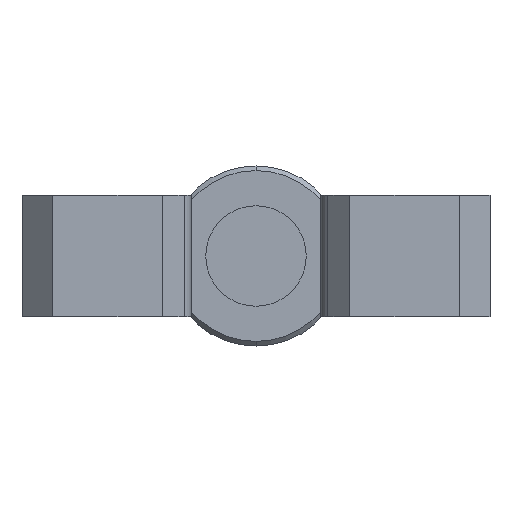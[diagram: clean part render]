
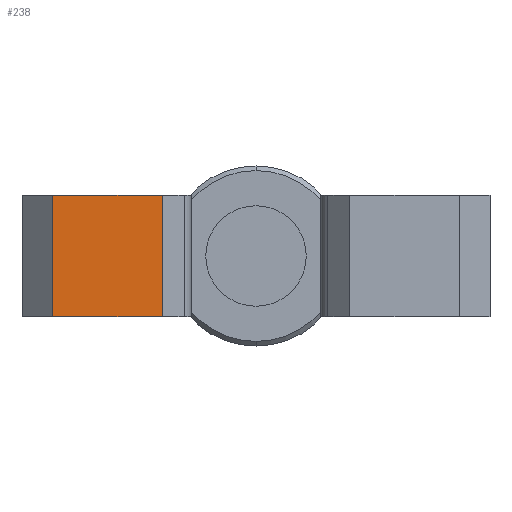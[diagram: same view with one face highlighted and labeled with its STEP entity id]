
A CAD part, front view. The second image highlights one B-rep face of the part: STEP entity #238.
In plain terms, the highlighted planar face has unit normal (0, -1, 0).
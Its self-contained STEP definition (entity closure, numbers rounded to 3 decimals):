
#9 = ORIENTED_EDGE ( 'NONE', *, *, #1340, .T. ) ;
#18 = CARTESIAN_POINT ( 'NONE',  ( 2.6, -5.5, 0. ) ) ;
#32 = AXIS2_PLACEMENT_3D ( 'NONE', #525, #1514, #102 ) ;
#94 = VERTEX_POINT ( 'NONE', #241 ) ;
#98 = ORIENTED_EDGE ( 'NONE', *, *, #990, .F. ) ;
#102 = DIRECTION ( 'NONE',  ( 0., 0., -1. ) ) ;
#165 = DIRECTION ( 'NONE',  ( 0., 0., 1. ) ) ;
#238 = ADVANCED_FACE ( 'NONE', ( #1523 ), #975, .T. ) ;
#241 = CARTESIAN_POINT ( 'NONE',  ( -2.6, -5.5, -8.7 ) ) ;
#268 = LINE ( 'NONE', #1712, #894 ) ;
#298 = LINE ( 'NONE', #18, #1222 ) ;
#319 = VECTOR ( 'NONE', #165, 1000. ) ;
#335 = LINE ( 'NONE', #1206, #1058 ) ;
#388 = EDGE_CURVE ( 'NONE', #650, #858, #268, .T. ) ;
#414 = CARTESIAN_POINT ( 'NONE',  ( -2.6, -5.5, -4. ) ) ;
#457 = CARTESIAN_POINT ( 'NONE',  ( -2.6, -5.5, 0. ) ) ;
#512 = ORIENTED_EDGE ( 'NONE', *, *, #388, .T. ) ;
#525 = CARTESIAN_POINT ( 'NONE',  ( 2.6, -5.5, 0. ) ) ;
#650 = VERTEX_POINT ( 'NONE', #1738 ) ;
#858 = VERTEX_POINT ( 'NONE', #414 ) ;
#894 = VECTOR ( 'NONE', #1317, 1000. ) ;
#975 = PLANE ( 'NONE',  #32 ) ;
#990 = EDGE_CURVE ( 'NONE', #94, #858, #1418, .T. ) ;
#1058 = VECTOR ( 'NONE', #1461, 1000. ) ;
#1059 = EDGE_LOOP ( 'NONE', ( #98, #1588, #9, #512 ) ) ;
#1128 = VERTEX_POINT ( 'NONE', #1767 ) ;
#1206 = CARTESIAN_POINT ( 'NONE',  ( 2.6, -5.5, -8.7 ) ) ;
#1222 = VECTOR ( 'NONE', #1447, 1000. ) ;
#1317 = DIRECTION ( 'NONE',  ( -1., 0., 0. ) ) ;
#1340 = EDGE_CURVE ( 'NONE', #1128, #650, #298, .T. ) ;
#1418 = LINE ( 'NONE', #457, #319 ) ;
#1447 = DIRECTION ( 'NONE',  ( 0., 0., 1. ) ) ;
#1461 = DIRECTION ( 'NONE',  ( 1., 0., 0. ) ) ;
#1514 = DIRECTION ( 'NONE',  ( 0., -1., 0. ) ) ;
#1523 = FACE_OUTER_BOUND ( 'NONE', #1059, .T. ) ;
#1588 = ORIENTED_EDGE ( 'NONE', *, *, #1772, .T. ) ;
#1712 = CARTESIAN_POINT ( 'NONE',  ( 2.6, -5.5, -4. ) ) ;
#1738 = CARTESIAN_POINT ( 'NONE',  ( 2.6, -5.5, -4. ) ) ;
#1767 = CARTESIAN_POINT ( 'NONE',  ( 2.6, -5.5, -8.7 ) ) ;
#1772 = EDGE_CURVE ( 'NONE', #94, #1128, #335, .T. ) ;
